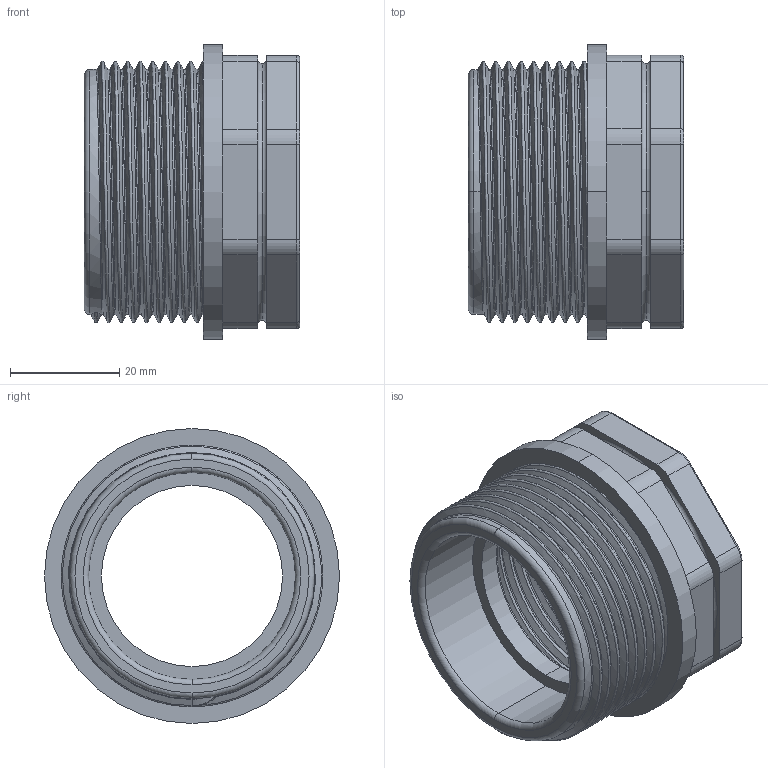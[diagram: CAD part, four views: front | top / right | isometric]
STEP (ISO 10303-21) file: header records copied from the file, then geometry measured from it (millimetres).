
FILE_DESCRIPTION (( 'STEP AP203' ), '1' );
FILE_NAME ('00234_1109.STEP', '2017-05-17T14:07:41', ( '' ), ( '' ), 'SwSTEP 2.0', 'SolidWorks 2011', '' );
FILE_SCHEMA (( 'CONFIG_CONTROL_DESIGN' ));
Length unit declared in the file: millimetre
Products named in the file (1): 00234_1109
Bounding box: 39.4 x 54 x 54 mm (x, y, z)
Volume: 26177 mm3; surface area: 17668.6 mm2
Topology: 1 solids, 1 shells, 133 faces, 336 edges, 211 vertices
Faces by surface type: cylinder 68, torus 26, plane 25, bspline 10, cone 4
Entity records: 11968 total; most frequent: CARTESIAN_POINT 8912, ORIENTED_EDGE 672, DIRECTION 601, EDGE_CURVE 336, AXIS2_PLACEMENT_3D 240, VERTEX_POINT 211, EDGE_LOOP 141, FACE_OUTER_BOUND 133
